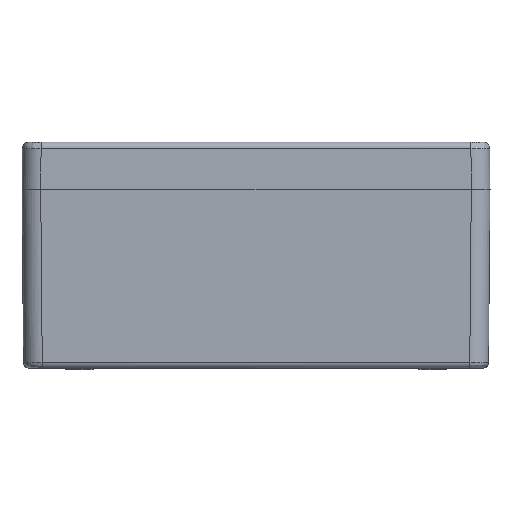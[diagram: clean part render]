
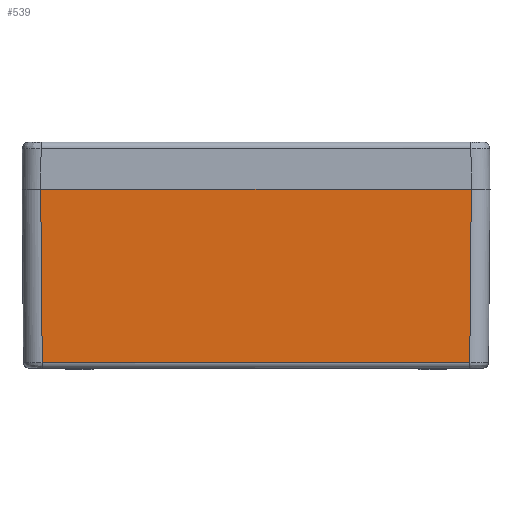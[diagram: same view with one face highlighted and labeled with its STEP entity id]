
A CAD part, left-side view. The second image highlights one B-rep face of the part: STEP entity #539.
In plain terms, the highlighted planar face has unit normal (-1, 0, -0.009).
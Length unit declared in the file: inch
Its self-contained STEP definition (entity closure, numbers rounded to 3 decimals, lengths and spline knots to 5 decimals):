
#96 = CARTESIAN_POINT ( 'NONE',  ( -4.9879, 4.49578, -3.64276 ) ) ;
#539 = ADVANCED_FACE ( 'NONE', ( #15371 ), #6672, .T. ) ;
#558 = AXIS2_PLACEMENT_3D ( 'NONE', #6754, #1508, #5528 ) ;
#671 = DIRECTION ( 'NONE',  ( 0., 1., 0. ) ) ;
#718 = VERTEX_POINT ( 'NONE', #4019 ) ;
#944 = ORIENTED_EDGE ( 'NONE', *, *, #14911, .F. ) ;
#997 = DIRECTION ( 'NONE',  ( 0., 1., 0. ) ) ;
#1018 = DIRECTION ( 'NONE',  ( -0.009, 0.009, 1. ) ) ;
#1327 = EDGE_CURVE ( 'NONE', #718, #3374, #4753, .T. ) ;
#1508 = DIRECTION ( 'NONE',  ( -1., 0., -0.009 ) ) ;
#2019 = VERTEX_POINT ( 'NONE', #2359 ) ;
#2180 = VECTOR ( 'NONE', #671, 39.37008 ) ;
#2359 = CARTESIAN_POINT ( 'NONE',  ( -5.01969, 4.52757, 0. ) ) ;
#2777 = LINE ( 'NONE', #4339, #2180 ) ;
#3374 = VERTEX_POINT ( 'NONE', #96 ) ;
#3426 = ORIENTED_EDGE ( 'NONE', *, *, #15734, .F. ) ;
#3990 = CARTESIAN_POINT ( 'NONE',  ( -5.01969, -4.52757, 0. ) ) ;
#4019 = CARTESIAN_POINT ( 'NONE',  ( -4.9879, -4.49578, -3.64276 ) ) ;
#4339 = CARTESIAN_POINT ( 'NONE',  ( -5.01969, 4.92126, 0. ) ) ;
#4753 = LINE ( 'NONE', #9031, #13385 ) ;
#5528 = DIRECTION ( 'NONE',  ( -0.009, 0., 1. ) ) ;
#5633 = CARTESIAN_POINT ( 'NONE',  ( -5.01934, -4.52723, -0.03951 ) ) ;
#6672 = PLANE ( 'NONE',  #558 ) ;
#6754 = CARTESIAN_POINT ( 'NONE',  ( -5.01969, 4.92126, 0. ) ) ;
#7486 = CARTESIAN_POINT ( 'NONE',  ( -5.01933, 4.52722, -0.04036 ) ) ;
#7576 = LINE ( 'NONE', #7486, #8778 ) ;
#7721 = ORIENTED_EDGE ( 'NONE', *, *, #1327, .F. ) ;
#7790 = VERTEX_POINT ( 'NONE', #3990 ) ;
#8778 = VECTOR ( 'NONE', #1018, 39.37008 ) ;
#9031 = CARTESIAN_POINT ( 'NONE',  ( -4.9879, 2.46063, -3.64276 ) ) ;
#9505 = LINE ( 'NONE', #5633, #14569 ) ;
#10678 = DIRECTION ( 'NONE',  ( 0.009, 0.009, -1. ) ) ;
#13385 = VECTOR ( 'NONE', #997, 39.37008 ) ;
#14188 = ORIENTED_EDGE ( 'NONE', *, *, #15357, .T. ) ;
#14569 = VECTOR ( 'NONE', #10678, 39.37008 ) ;
#14911 = EDGE_CURVE ( 'NONE', #7790, #718, #9505, .T. ) ;
#15357 = EDGE_CURVE ( 'NONE', #7790, #2019, #2777, .T. ) ;
#15371 = FACE_OUTER_BOUND ( 'NONE', #15662, .T. ) ;
#15662 = EDGE_LOOP ( 'NONE', ( #3426, #7721, #944, #14188 ) ) ;
#15734 = EDGE_CURVE ( 'NONE', #3374, #2019, #7576, .T. ) ;
